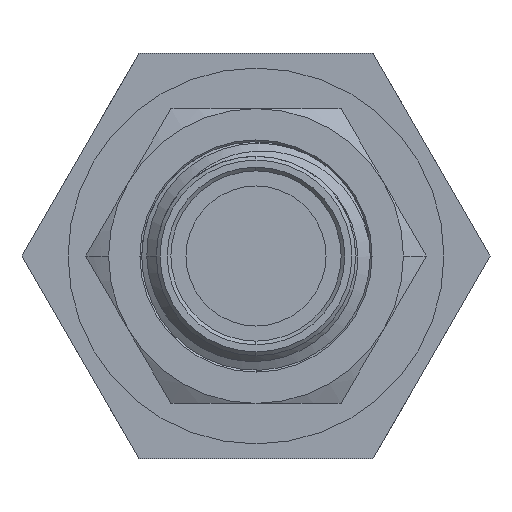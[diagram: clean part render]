
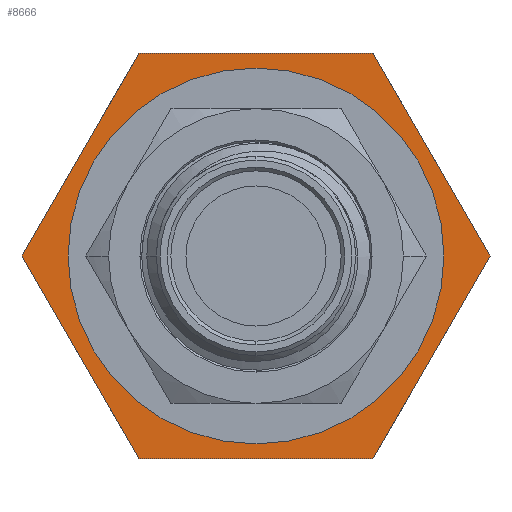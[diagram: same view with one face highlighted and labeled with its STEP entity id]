
A CAD part, left-side view. The second image highlights one B-rep face of the part: STEP entity #8666.
In plain terms, the highlighted planar face has unit normal (-1, 0, 0).
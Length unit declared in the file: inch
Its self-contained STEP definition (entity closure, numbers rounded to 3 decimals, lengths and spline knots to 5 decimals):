
#338 = CARTESIAN_POINT ( 'NONE',  ( 0.43307, -0.12502, 0.21654 ) ) ;
#829 = AXIS2_PLACEMENT_3D ( 'NONE', #7457, #1131, #2541 ) ;
#874 = LINE ( 'NONE', #7258, #6963 ) ;
#888 = DIRECTION ( 'NONE',  ( -1., 0., 0. ) ) ;
#889 = VERTEX_POINT ( 'NONE', #8700 ) ;
#904 = AXIS2_PLACEMENT_3D ( 'NONE', #6565, #888, #6517 ) ;
#926 = EDGE_CURVE ( 'NONE', #7632, #8951, #5397, .T. ) ;
#1035 = CARTESIAN_POINT ( 'NONE',  ( 0.43307, 0.25003, 0. ) ) ;
#1060 = CIRCLE ( 'NONE', #904, 0.18504 ) ;
#1083 = VERTEX_POINT ( 'NONE', #7022 ) ;
#1131 = DIRECTION ( 'NONE',  ( -1., 0., 0. ) ) ;
#1380 = ORIENTED_EDGE ( 'NONE', *, *, #9180, .F. ) ;
#1653 = DIRECTION ( 'NONE',  ( 0., 1., 0. ) ) ;
#1702 = ORIENTED_EDGE ( 'NONE', *, *, #7009, .F. ) ;
#1818 = DIRECTION ( 'NONE',  ( 0., -0.5, -0.866 ) ) ;
#2079 = EDGE_LOOP ( 'NONE', ( #1380, #7345, #1702, #7931, #4834, #3243 ) ) ;
#2541 = DIRECTION ( 'NONE',  ( 0., 0., -1. ) ) ;
#2668 = ORIENTED_EDGE ( 'NONE', *, *, #7342, .F. ) ;
#2684 = CARTESIAN_POINT ( 'NONE',  ( 0.43307, 0.12502, 0.21654 ) ) ;
#3204 = CARTESIAN_POINT ( 'NONE',  ( 0.43307, -0.25003, 0. ) ) ;
#3243 = ORIENTED_EDGE ( 'NONE', *, *, #6251, .F. ) ;
#3253 = DIRECTION ( 'NONE',  ( 0., 0.5, -0.866 ) ) ;
#3710 = EDGE_CURVE ( 'NONE', #4960, #889, #6655, .T. ) ;
#3764 = CARTESIAN_POINT ( 'NONE',  ( 0.43307, -0.12502, -0.21654 ) ) ;
#3831 = DIRECTION ( 'NONE',  ( -1., 0., 0. ) ) ;
#3878 = PLANE ( 'NONE',  #5190 ) ;
#3958 = LINE ( 'NONE', #3204, #6494 ) ;
#4338 = EDGE_CURVE ( 'NONE', #9051, #7632, #5606, .T. ) ;
#4351 = CARTESIAN_POINT ( 'NONE',  ( 0.43307, -0.25003, 0. ) ) ;
#4624 = VERTEX_POINT ( 'NONE', #5744 ) ;
#4834 = ORIENTED_EDGE ( 'NONE', *, *, #4338, .F. ) ;
#4960 = VERTEX_POINT ( 'NONE', #8339 ) ;
#5190 = AXIS2_PLACEMENT_3D ( 'NONE', #6876, #3831, #8972 ) ;
#5397 = LINE ( 'NONE', #338, #9284 ) ;
#5606 = LINE ( 'NONE', #2684, #7649 ) ;
#5744 = CARTESIAN_POINT ( 'NONE',  ( 0.43307, 0., -0.18504 ) ) ;
#6096 = EDGE_LOOP ( 'NONE', ( #9334, #2668 ) ) ;
#6163 = FACE_OUTER_BOUND ( 'NONE', #2079, .T. ) ;
#6251 = EDGE_CURVE ( 'NONE', #6893, #9051, #874, .T. ) ;
#6252 = DIRECTION ( 'NONE',  ( 0., 0.5, 0.866 ) ) ;
#6438 = VECTOR ( 'NONE', #1653, 39.37008 ) ;
#6494 = VECTOR ( 'NONE', #3253, 39.37008 ) ;
#6517 = DIRECTION ( 'NONE',  ( 0., 0., 1. ) ) ;
#6565 = CARTESIAN_POINT ( 'NONE',  ( 0.43307, 0., 0. ) ) ;
#6655 = LINE ( 'NONE', #3764, #6438 ) ;
#6876 = CARTESIAN_POINT ( 'NONE',  ( 0.43307, 0., 0. ) ) ;
#6893 = VERTEX_POINT ( 'NONE', #1035 ) ;
#6963 = VECTOR ( 'NONE', #7980, 39.37008 ) ;
#7009 = EDGE_CURVE ( 'NONE', #8951, #4960, #3958, .T. ) ;
#7022 = CARTESIAN_POINT ( 'NONE',  ( 0.43307, 0., 0.18504 ) ) ;
#7258 = CARTESIAN_POINT ( 'NONE',  ( 0.43307, 0.25003, 0. ) ) ;
#7317 = VECTOR ( 'NONE', #6252, 39.37008 ) ;
#7340 = CARTESIAN_POINT ( 'NONE',  ( 0.43307, 0.12502, 0.21654 ) ) ;
#7342 = EDGE_CURVE ( 'NONE', #1083, #4624, #1060, .T. ) ;
#7345 = ORIENTED_EDGE ( 'NONE', *, *, #3710, .F. ) ;
#7397 = FACE_BOUND ( 'NONE', #6096, .T. ) ;
#7457 = CARTESIAN_POINT ( 'NONE',  ( 0.43307, 0., 0. ) ) ;
#7462 = CIRCLE ( 'NONE', #829, 0.18504 ) ;
#7632 = VERTEX_POINT ( 'NONE', #8571 ) ;
#7649 = VECTOR ( 'NONE', #9224, 39.37008 ) ;
#7778 = LINE ( 'NONE', #8449, #7317 ) ;
#7931 = ORIENTED_EDGE ( 'NONE', *, *, #926, .F. ) ;
#7980 = DIRECTION ( 'NONE',  ( 0., -0.5, 0.866 ) ) ;
#8139 = EDGE_CURVE ( 'NONE', #4624, #1083, #7462, .T. ) ;
#8339 = CARTESIAN_POINT ( 'NONE',  ( 0.43307, -0.12502, -0.21654 ) ) ;
#8449 = CARTESIAN_POINT ( 'NONE',  ( 0.43307, 0.12502, -0.21654 ) ) ;
#8571 = CARTESIAN_POINT ( 'NONE',  ( 0.43307, -0.12502, 0.21654 ) ) ;
#8666 = ADVANCED_FACE ( 'NONE', ( #7397, #6163 ), #3878, .T. ) ;
#8700 = CARTESIAN_POINT ( 'NONE',  ( 0.43307, 0.12502, -0.21654 ) ) ;
#8951 = VERTEX_POINT ( 'NONE', #4351 ) ;
#8972 = DIRECTION ( 'NONE',  ( 0., 0., 1. ) ) ;
#9051 = VERTEX_POINT ( 'NONE', #7340 ) ;
#9180 = EDGE_CURVE ( 'NONE', #889, #6893, #7778, .T. ) ;
#9224 = DIRECTION ( 'NONE',  ( 0., -1., 0. ) ) ;
#9284 = VECTOR ( 'NONE', #1818, 39.37008 ) ;
#9334 = ORIENTED_EDGE ( 'NONE', *, *, #8139, .F. ) ;
